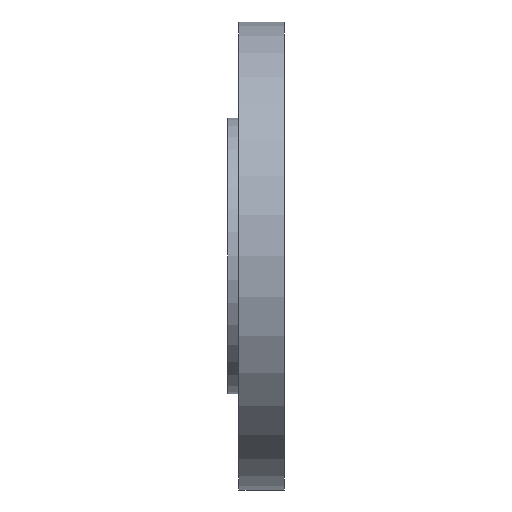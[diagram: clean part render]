
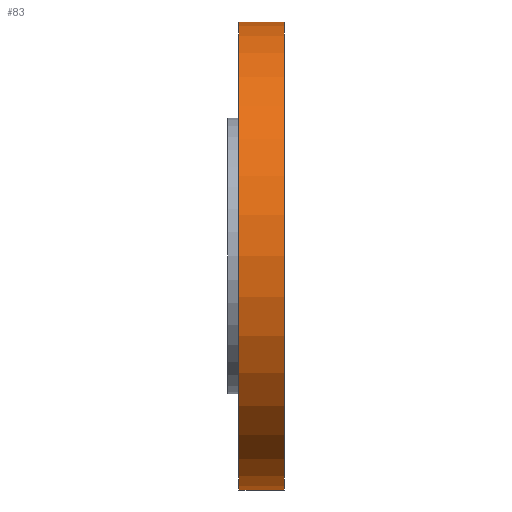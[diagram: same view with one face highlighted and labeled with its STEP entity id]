
A CAD part, left-side view. The second image highlights one B-rep face of the part: STEP entity #83.
In plain terms, the highlighted cylindrical face has radius 92.5 mm (diameter 185 mm), a partial arc.
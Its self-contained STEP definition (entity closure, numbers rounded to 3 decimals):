
#26 = VERTEX_POINT ( 'NONE', #675 ) ;
#83 = ADVANCED_FACE ( 'NONE', ( #477 ), #544, .T. ) ;
#84 = DIRECTION ( 'NONE',  ( 0., 0., 1. ) ) ;
#94 = ORIENTED_EDGE ( 'NONE', *, *, #625, .F. ) ;
#115 = DIRECTION ( 'NONE',  ( 0., -1., 0. ) ) ;
#125 = EDGE_CURVE ( 'NONE', #284, #717, #192, .T. ) ;
#186 = CARTESIAN_POINT ( 'NONE',  ( 0., 18., 0. ) ) ;
#192 = CIRCLE ( 'NONE', #708, 92.5 ) ;
#195 = ORIENTED_EDGE ( 'NONE', *, *, #125, .T. ) ;
#204 = DIRECTION ( 'NONE',  ( 0., 1., 0. ) ) ;
#207 = AXIS2_PLACEMENT_3D ( 'NONE', #211, #204, #494 ) ;
#211 = CARTESIAN_POINT ( 'NONE',  ( 0., 18., 0. ) ) ;
#220 = CIRCLE ( 'NONE', #207, 92.5 ) ;
#270 = DIRECTION ( 'NONE',  ( 0., 1., 0. ) ) ;
#284 = VERTEX_POINT ( 'NONE', #380 ) ;
#301 = LINE ( 'NONE', #862, #807 ) ;
#363 = ORIENTED_EDGE ( 'NONE', *, *, #848, .F. ) ;
#371 = CARTESIAN_POINT ( 'NONE',  ( 0., 18., 92.5 ) ) ;
#380 = CARTESIAN_POINT ( 'NONE',  ( 0., 0., -92.5 ) ) ;
#418 = CARTESIAN_POINT ( 'NONE',  ( 0., 0., 92.5 ) ) ;
#427 = VERTEX_POINT ( 'NONE', #879 ) ;
#477 = FACE_OUTER_BOUND ( 'NONE', #656, .T. ) ;
#479 = AXIS2_PLACEMENT_3D ( 'NONE', #186, #115, #667 ) ;
#494 = DIRECTION ( 'NONE',  ( 0., 0., 1. ) ) ;
#544 = CYLINDRICAL_SURFACE ( 'NONE', #479, 92.5 ) ;
#582 = CARTESIAN_POINT ( 'NONE',  ( 0., 0., 0. ) ) ;
#593 = LINE ( 'NONE', #371, #683 ) ;
#625 = EDGE_CURVE ( 'NONE', #26, #427, #220, .T. ) ;
#656 = EDGE_LOOP ( 'NONE', ( #363, #94, #847, #195 ) ) ;
#667 = DIRECTION ( 'NONE',  ( 0., 0., -1. ) ) ;
#675 = CARTESIAN_POINT ( 'NONE',  ( 0., 18., -92.5 ) ) ;
#683 = VECTOR ( 'NONE', #794, 1000. ) ;
#708 = AXIS2_PLACEMENT_3D ( 'NONE', #582, #270, #84 ) ;
#717 = VERTEX_POINT ( 'NONE', #418 ) ;
#794 = DIRECTION ( 'NONE',  ( 0., -1., 0. ) ) ;
#799 = DIRECTION ( 'NONE',  ( 0., -1., 0. ) ) ;
#807 = VECTOR ( 'NONE', #799, 1000. ) ;
#847 = ORIENTED_EDGE ( 'NONE', *, *, #889, .T. ) ;
#848 = EDGE_CURVE ( 'NONE', #427, #717, #593, .T. ) ;
#862 = CARTESIAN_POINT ( 'NONE',  ( 0., 18., -92.5 ) ) ;
#879 = CARTESIAN_POINT ( 'NONE',  ( 0., 18., 92.5 ) ) ;
#889 = EDGE_CURVE ( 'NONE', #26, #284, #301, .T. ) ;
